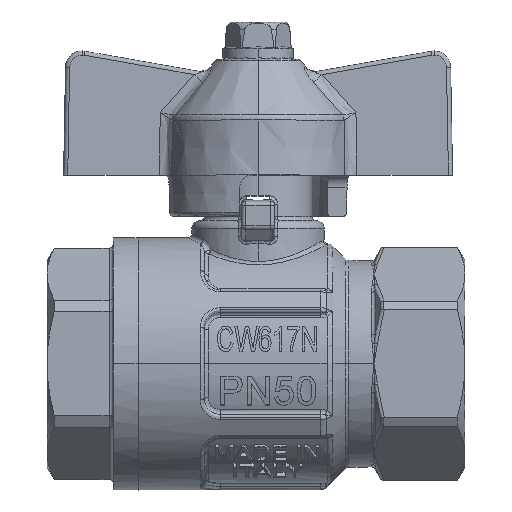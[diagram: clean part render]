
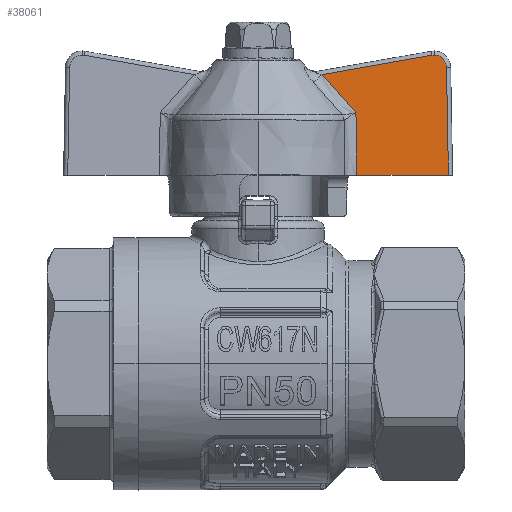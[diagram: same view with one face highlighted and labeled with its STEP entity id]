
A CAD part, top view. The second image highlights one B-rep face of the part: STEP entity #38061.
In plain terms, the highlighted planar face has unit normal (0, 0.018, 1).
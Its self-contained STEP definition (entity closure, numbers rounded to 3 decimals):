
#1206 = CARTESIAN_POINT ( 'NONE',  ( 22.134, 37.045, 2.001 ) ) ;
#1611 = CARTESIAN_POINT ( 'NONE',  ( 22.756, 36.068, 2.018 ) ) ;
#1792 = CARTESIAN_POINT ( 'NONE',  ( 22.773, 35.835, 2.022 ) ) ;
#1916 = CARTESIAN_POINT ( 'NONE',  ( 9.158, 33.361, 2.066 ) ) ;
#1930 = VERTEX_POINT ( 'NONE', #15093 ) ;
#2734 = CARTESIAN_POINT ( 'NONE',  ( 11.055, 31.217, 2.103 ) ) ;
#2866 = CARTESIAN_POINT ( 'NONE',  ( 8.546, 34.044, 2.054 ) ) ;
#3023 = CARTESIAN_POINT ( 'NONE',  ( 11.924, 22.8, 2.25 ) ) ;
#3320 = CARTESIAN_POINT ( 'NONE',  ( -23.5, 22.8, 2.25 ) ) ;
#4362 = CARTESIAN_POINT ( 'NONE',  ( 22.771, 35.929, 2.021 ) ) ;
#4503 = CARTESIAN_POINT ( 'NONE',  ( 21.867, 37.186, 1.999 ) ) ;
#4636 = CARTESIAN_POINT ( 'NONE',  ( 21.273, 37.309, 1.997 ) ) ;
#4851 = ORIENTED_EDGE ( 'NONE', *, *, #36801, .T. ) ;
#5211 = CARTESIAN_POINT ( 'NONE',  ( 9.786, 32.655, 2.078 ) ) ;
#5845 = ORIENTED_EDGE ( 'NONE', *, *, #30422, .F. ) ;
#5896 = EDGE_CURVE ( 'NONE', #29362, #31823, #30418, .T. ) ;
#6167 = EDGE_LOOP ( 'NONE', ( #40366, #23725, #17768, #31641, #16087, #5845, #4851 ) ) ;
#6187 = CARTESIAN_POINT ( 'NONE',  ( 15.616, 22.8, 2.25 ) ) ;
#6242 = CARTESIAN_POINT ( 'NONE',  ( 23., 22.8, 2.25 ) ) ;
#7510 = CARTESIAN_POINT ( 'NONE',  ( 22.677, 36.336, 2.014 ) ) ;
#8159 = CARTESIAN_POINT ( 'NONE',  ( 21.273, 37.309, 1.997 ) ) ;
#8244 = CARTESIAN_POINT ( 'NONE',  ( 9.631, 32.83, 2.075 ) ) ;
#8968 = EDGE_CURVE ( 'NONE', #31823, #1930, #39781, .T. ) ;
#9051 = CARTESIAN_POINT ( 'NONE',  ( 9.779, 32.662, 2.078 ) ) ;
#9083 = CARTESIAN_POINT ( 'NONE',  ( 23., 22.8, 2.25 ) ) ;
#9908 = PLANE ( 'NONE',  #37062 ) ;
#11258 = CARTESIAN_POINT ( 'NONE',  ( 9.472, 33.008, 2.072 ) ) ;
#11976 = CARTESIAN_POINT ( 'NONE',  ( 21.098, 37.301, 1.997 ) ) ;
#12058 = CARTESIAN_POINT ( 'NONE',  ( 16.584, 36.505, 2.011 ) ) ;
#12181 = CARTESIAN_POINT ( 'NONE',  ( 12.155, 35.724, 2.024 ) ) ;
#12332 = CARTESIAN_POINT ( 'NONE',  ( 10.376, 31.99, 2.09 ) ) ;
#13808 = CARTESIAN_POINT ( 'NONE',  ( 21.462, 37.309, 1.997 ) ) ;
#14075 = CARTESIAN_POINT ( 'NONE',  ( 21.982, 37.133, 2. ) ) ;
#14914 = CARTESIAN_POINT ( 'NONE',  ( 22.693, 36.292, 2.014 ) ) ;
#15093 = CARTESIAN_POINT ( 'NONE',  ( 7.727, 34.943, 2.038 ) ) ;
#15117 = CARTESIAN_POINT ( 'NONE',  ( 21.012, 37.286, 1.997 ) ) ;
#15623 = B_SPLINE_CURVE_WITH_KNOTS ( 'NONE', 3,
 ( #33728, #4362, #1611, #32627, #14914, #7510, #36878, #20154, #40004, #29446, #1206, #14075, #35780, #4503, #23462, #26317, #13808, #4636 ),
 .UNSPECIFIED., .F., .F.,
 ( 4, 1, 1, 2, 2, 2, 1, 1, 2, 2, 4 ),
 ( 0., 0.125, 0.188, 0.219, 0.25, 0.5, 0.625, 0.687, 0.719, 0.75, 1. ),
 .UNSPECIFIED. ) ;
#16087 = ORIENTED_EDGE ( 'NONE', *, *, #39933, .T. ) ;
#17768 = ORIENTED_EDGE ( 'NONE', *, *, #8968, .T. ) ;
#18679 = EDGE_CURVE ( 'NONE', #30070, #29362, #15623, .T. ) ;
#19015 = CARTESIAN_POINT ( 'NONE',  ( 22.773, 35.835, 2.022 ) ) ;
#19359 = B_SPLINE_CURVE_WITH_KNOTS ( 'NONE', 3,
 ( #9083, #34059, #6187, #3023 ),
 .UNSPECIFIED., .F., .F.,
 ( 4, 4 ),
 ( 0., 1. ),
 .UNSPECIFIED. ) ;
#19667 = CARTESIAN_POINT ( 'NONE',  ( 11.86, 27.821, 2.162 ) ) ;
#20080 = CARTESIAN_POINT ( 'NONE',  ( 11.827, 30.331, 2.119 ) ) ;
#20154 = CARTESIAN_POINT ( 'NONE',  ( 22.582, 36.569, 2.01 ) ) ;
#20877 = CARTESIAN_POINT ( 'NONE',  ( 9.751, 32.695, 2.077 ) ) ;
#21429 = EDGE_CURVE ( 'NONE', #1930, #30814, #40305, .T. ) ;
#22126 = CARTESIAN_POINT ( 'NONE',  ( 21.012, 37.286, 1.997 ) ) ;
#23462 = CARTESIAN_POINT ( 'NONE',  ( 21.842, 37.197, 1.999 ) ) ;
#23725 = ORIENTED_EDGE ( 'NONE', *, *, #5896, .T. ) ;
#23913 = CARTESIAN_POINT ( 'NONE',  ( 9.71, 32.74, 2.076 ) ) ;
#23960 = CARTESIAN_POINT ( 'NONE',  ( 23., 22.8, 2.25 ) ) ;
#25289 = DIRECTION ( 'NONE',  ( 1., 0., 0. ) ) ;
#26246 = CARTESIAN_POINT ( 'NONE',  ( 11.892, 25.31, 2.206 ) ) ;
#26317 = CARTESIAN_POINT ( 'NONE',  ( 21.644, 37.274, 1.997 ) ) ;
#27952 = CARTESIAN_POINT ( 'NONE',  ( 21.012, 37.286, 1.997 ) ) ;
#28566 = DIRECTION ( 'NONE',  ( 0., 0.017, 1. ) ) ;
#28629 = B_SPLINE_CURVE_WITH_KNOTS ( 'NONE', 3,
 ( #20080, #19667, #26246, #35573 ),
 .UNSPECIFIED., .F., .F.,
 ( 4, 4 ),
 ( 0., 1. ),
 .UNSPECIFIED. ) ;
#29362 = VERTEX_POINT ( 'NONE', #8159 ) ;
#29446 = CARTESIAN_POINT ( 'NONE',  ( 22.251, 36.95, 2.003 ) ) ;
#30070 = VERTEX_POINT ( 'NONE', #1792 ) ;
#30418 = B_SPLINE_CURVE_WITH_KNOTS ( 'NONE', 3,
 ( #36692, #33671, #11976, #15117 ),
 .UNSPECIFIED., .F., .F.,
 ( 4, 4 ),
 ( 0., 1. ),
 .UNSPECIFIED. ) ;
#30422 = EDGE_CURVE ( 'NONE', #32241, #34391, #19359, .T. ) ;
#30814 = VERTEX_POINT ( 'NONE', #33491 ) ;
#31217 = CARTESIAN_POINT ( 'NONE',  ( 22.924, 27.145, 2.174 ) ) ;
#31641 = ORIENTED_EDGE ( 'NONE', *, *, #21429, .T. ) ;
#31823 = VERTEX_POINT ( 'NONE', #22126 ) ;
#32241 = VERTEX_POINT ( 'NONE', #23960 ) ;
#32529 = CARTESIAN_POINT ( 'NONE',  ( 7.727, 34.943, 2.038 ) ) ;
#32627 = CARTESIAN_POINT ( 'NONE',  ( 22.715, 36.225, 2.016 ) ) ;
#33070 = FACE_OUTER_BOUND ( 'NONE', #6167, .T. ) ;
#33491 = CARTESIAN_POINT ( 'NONE',  ( 11.827, 30.331, 2.119 ) ) ;
#33671 = CARTESIAN_POINT ( 'NONE',  ( 21.185, 37.309, 1.997 ) ) ;
#33728 = CARTESIAN_POINT ( 'NONE',  ( 22.773, 35.835, 2.022 ) ) ;
#34059 = CARTESIAN_POINT ( 'NONE',  ( 19.308, 22.8, 2.25 ) ) ;
#34154 = CARTESIAN_POINT ( 'NONE',  ( 7.727, 34.943, 2.038 ) ) ;
#34391 = VERTEX_POINT ( 'NONE', #35489 ) ;
#34487 = B_SPLINE_CURVE_WITH_KNOTS ( 'NONE', 3,
 ( #6242, #31217, #37930, #19015 ),
 .UNSPECIFIED., .F., .F.,
 ( 4, 4 ),
 ( 0., 1. ),
 .UNSPECIFIED. ) ;
#35489 = CARTESIAN_POINT ( 'NONE',  ( 11.924, 22.8, 2.25 ) ) ;
#35573 = CARTESIAN_POINT ( 'NONE',  ( 11.924, 22.8, 2.25 ) ) ;
#35690 = CARTESIAN_POINT ( 'NONE',  ( 8.047, 34.593, 2.044 ) ) ;
#35780 = CARTESIAN_POINT ( 'NONE',  ( 21.913, 37.165, 1.999 ) ) ;
#36371 = CARTESIAN_POINT ( 'NONE',  ( 11.827, 30.331, 2.119 ) ) ;
#36692 = CARTESIAN_POINT ( 'NONE',  ( 21.273, 37.309, 1.997 ) ) ;
#36801 = EDGE_CURVE ( 'NONE', #32241, #30070, #34487, .T. ) ;
#36878 = CARTESIAN_POINT ( 'NONE',  ( 22.67, 36.356, 2.013 ) ) ;
#37062 = AXIS2_PLACEMENT_3D ( 'NONE', #3320, #28566, #25289 ) ;
#37187 = CARTESIAN_POINT ( 'NONE',  ( 9.768, 32.675, 2.078 ) ) ;
#37930 = CARTESIAN_POINT ( 'NONE',  ( 22.848, 31.49, 2.098 ) ) ;
#38061 = ADVANCED_FACE ( 'NONE', ( #33070 ), #9908, .T. ) ;
#39781 = B_SPLINE_CURVE_WITH_KNOTS ( 'NONE', 3,
 ( #27952, #12058, #12181, #34154 ),
 .UNSPECIFIED., .F., .F.,
 ( 4, 4 ),
 ( 0., 1. ),
 .UNSPECIFIED. ) ;
#39933 = EDGE_CURVE ( 'NONE', #30814, #34391, #28629, .T. ) ;
#40004 = CARTESIAN_POINT ( 'NONE',  ( 22.47, 36.735, 2.007 ) ) ;
#40305 = B_SPLINE_CURVE_WITH_KNOTS ( 'NONE', 3,
 ( #32529, #35690, #2866, #1916, #11258, #8244, #23913, #20877, #37187, #9051, #5211, #12332, #2734, #36371 ),
 .UNSPECIFIED., .F., .F.,
 ( 4, 1, 1, 1, 1, 1, 1, 2, 2, 4 ),
 ( 0., 0.25, 0.375, 0.437, 0.469, 0.484, 0.492, 0.496, 0.5, 1. ),
 .UNSPECIFIED. ) ;
#40366 = ORIENTED_EDGE ( 'NONE', *, *, #18679, .T. ) ;
